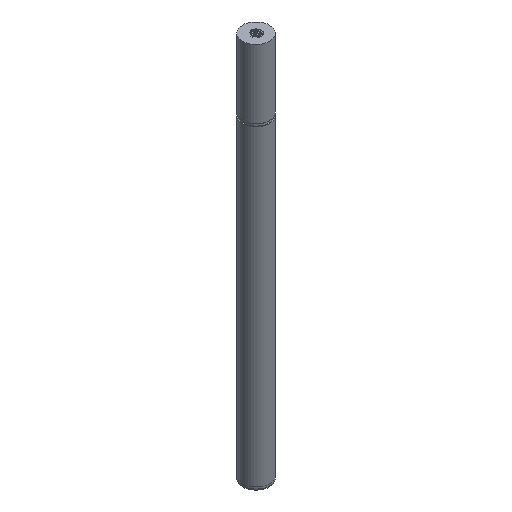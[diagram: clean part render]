
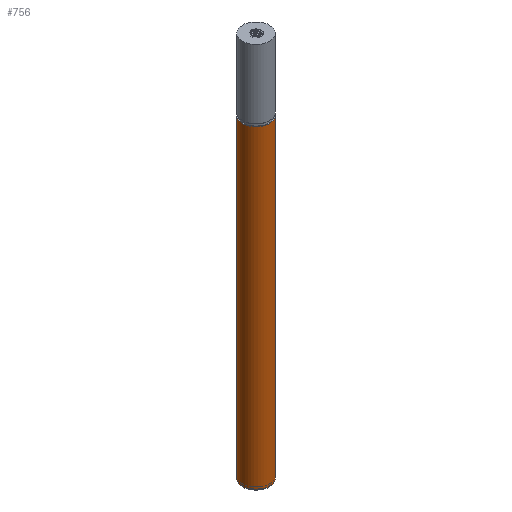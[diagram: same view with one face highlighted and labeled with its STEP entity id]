
A CAD part, isometric view. The second image highlights one B-rep face of the part: STEP entity #756.
In plain terms, the highlighted cylindrical face has radius 30 mm (diameter 60 mm), a full revolution.
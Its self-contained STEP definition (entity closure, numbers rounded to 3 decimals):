
#66=FACE_OUTER_BOUND('',#115,.T.);
#115=EDGE_LOOP('',(#632,#633,#634,#635));
#147=CIRCLE('',#821,30.);
#149=CIRCLE('',#824,30.);
#243=LINE('',#4022,#276);
#276=VECTOR('',#956,30.);
#342=VERTEX_POINT('',#4015);
#344=VERTEX_POINT('',#4020);
#444=EDGE_CURVE('',#342,#342,#147,.T.);
#446=EDGE_CURVE('',#344,#344,#149,.T.);
#447=EDGE_CURVE('',#344,#342,#243,.T.);
#632=ORIENTED_EDGE('',*,*,#446,.F.);
#633=ORIENTED_EDGE('',*,*,#447,.T.);
#634=ORIENTED_EDGE('',*,*,#444,.T.);
#635=ORIENTED_EDGE('',*,*,#447,.F.);
#717=CYLINDRICAL_SURFACE('',#823,30.);
#756=ADVANCED_FACE('',(#66),#717,.T.);
#821=AXIS2_PLACEMENT_3D('',#4016,#948,#949);
#823=AXIS2_PLACEMENT_3D('',#4019,#952,#953);
#824=AXIS2_PLACEMENT_3D('',#4021,#954,#955);
#948=DIRECTION('center_axis',(0.,0.,1.));
#949=DIRECTION('ref_axis',(1.,0.,0.));
#952=DIRECTION('center_axis',(0.,0.,1.));
#953=DIRECTION('ref_axis',(1.,0.,0.));
#954=DIRECTION('center_axis',(0.,0.,1.));
#955=DIRECTION('ref_axis',(1.,0.,0.));
#956=DIRECTION('',(0.,0.,-1.));
#4015=CARTESIAN_POINT('',(-30.,0.,-840.));
#4016=CARTESIAN_POINT('Origin',(0.,0.,-840.));
#4019=CARTESIAN_POINT('Origin',(0.,0.,-497.5));
#4020=CARTESIAN_POINT('',(-30.,0.,-155.));
#4021=CARTESIAN_POINT('Origin',(0.,0.,-155.));
#4022=CARTESIAN_POINT('',(-30.,0.,-497.5));
